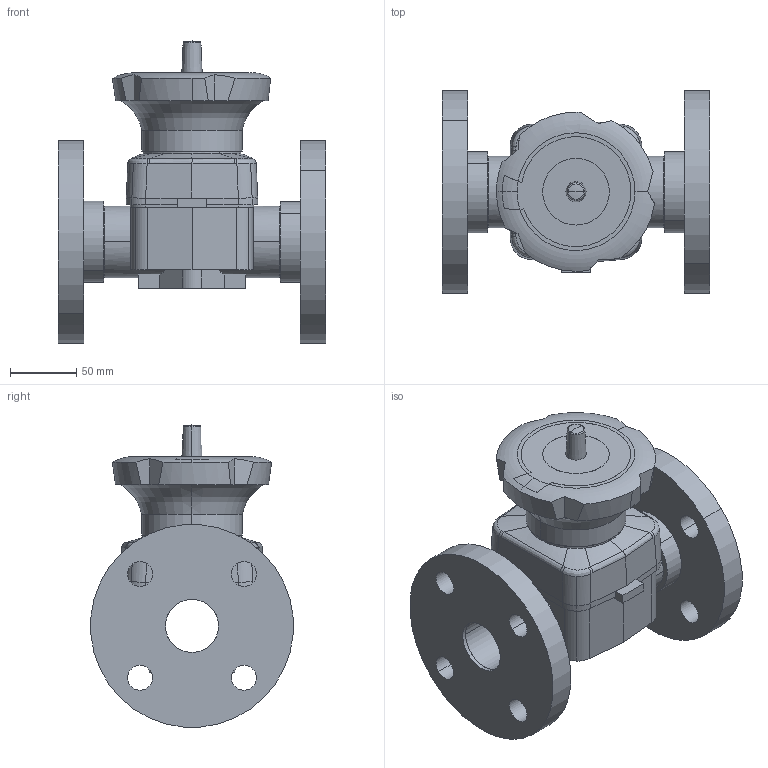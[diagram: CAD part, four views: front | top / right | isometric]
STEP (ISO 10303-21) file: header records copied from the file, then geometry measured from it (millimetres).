
FILE_DESCRIPTION(('STEP AP214'),'1');
FILE_NAME('dkov050e.stp','2017-04-07T15:24:57',('TraceParts'),('TraceParts S.A.'),'Spatial InterOp 3D',' ',' ');
FILE_SCHEMA(('automotive_design'));
Length unit declared in the file: millimetre
Products named in the file (6): dkov050e_1; dkov050e_2; dkov050e_3; dkov050e_4; dkov050e_5; dkov050e_6
Bounding box: 201.5 x 152.42 x 227.66 mm (x, y, z)
Volume: 1841955 mm3; surface area: 257373.2 mm2
Topology: 6 solids, 6 shells, 230 faces, 589 edges, 380 vertices
Faces by surface type: plane 93, cylinder 90, bspline 30, cone 9, torus 8
Entity records: 10625 total; most frequent: CARTESIAN_POINT 3041, DIRECTION 1180, ORIENTED_EDGE 1174, EDGE_CURVE 587, AXIS2_PLACEMENT_3D 459, VERTEX_POINT 380, EDGE_LOOP 263, LINE 262
